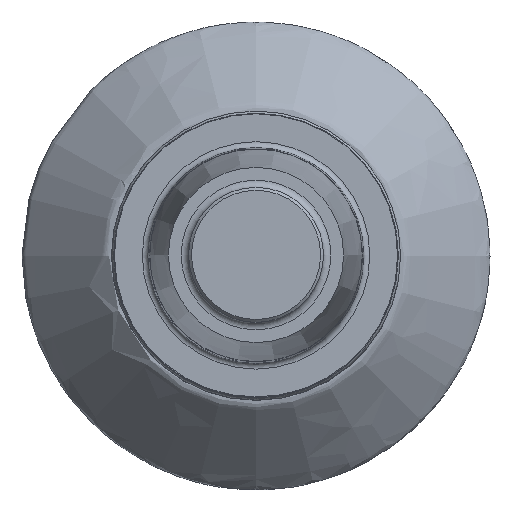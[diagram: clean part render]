
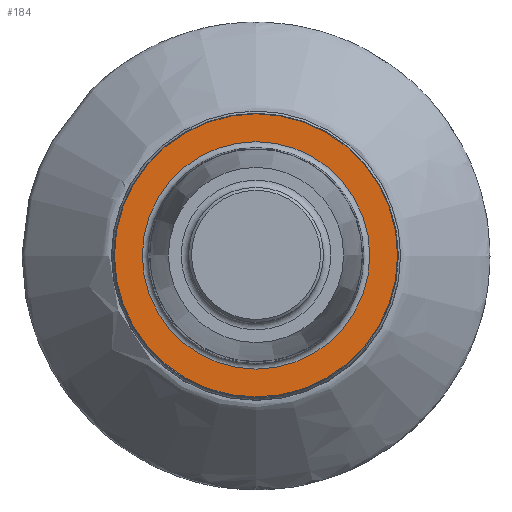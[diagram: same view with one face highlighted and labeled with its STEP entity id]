
A CAD part, top view. The second image highlights one B-rep face of the part: STEP entity #184.
In plain terms, the highlighted planar face has unit normal (0, 0, 1).
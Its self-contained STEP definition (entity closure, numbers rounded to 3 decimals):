
#154=PLANE('',#666);
#184=ADVANCED_FACE('',(#239,#240),#154,.F.);
#239=FACE_BOUND('',#286,.T.);
#240=FACE_BOUND('',#287,.T.);
#286=EDGE_LOOP('',(#356));
#287=EDGE_LOOP('',(#357));
#356=ORIENTED_EDGE('',*,*,#474,.T.);
#357=ORIENTED_EDGE('',*,*,#473,.F.);
#434=VERTEX_POINT('',#1076);
#435=VERTEX_POINT('',#1079);
#473=EDGE_CURVE('',#434,#434,#507,.T.);
#474=EDGE_CURVE('',#435,#435,#508,.T.);
#507=CIRCLE('',#663,9.65);
#508=CIRCLE('',#665,7.75);
#663=AXIS2_PLACEMENT_3D('',#1075,#777,#778);
#665=AXIS2_PLACEMENT_3D('',#1078,#781,#782);
#666=AXIS2_PLACEMENT_3D('',#1080,#783,#784);
#777=DIRECTION('',(0.,0.,-1.));
#778=DIRECTION('',(-1.,0.,0.));
#781=DIRECTION('',(0.,0.,-1.));
#782=DIRECTION('',(-1.,0.,0.));
#783=DIRECTION('',(0.,0.,-1.));
#784=DIRECTION('',(1.,0.,0.));
#1075=CARTESIAN_POINT('',(0.,0.,0.));
#1076=CARTESIAN_POINT('',(-9.65,0.,0.));
#1078=CARTESIAN_POINT('',(0.,0.,0.));
#1079=CARTESIAN_POINT('',(-7.75,0.,0.));
#1080=CARTESIAN_POINT('',(-7.365,0.,0.));
